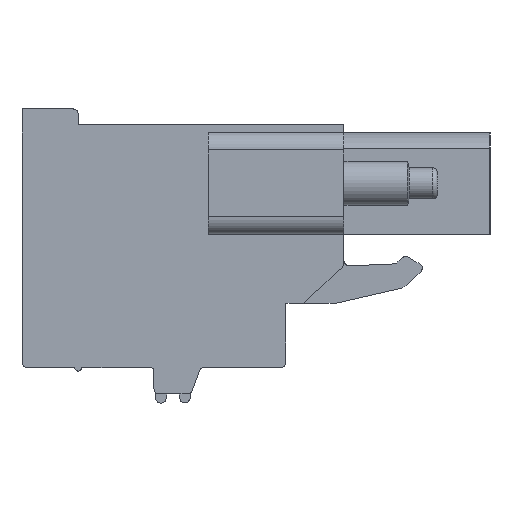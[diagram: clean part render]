
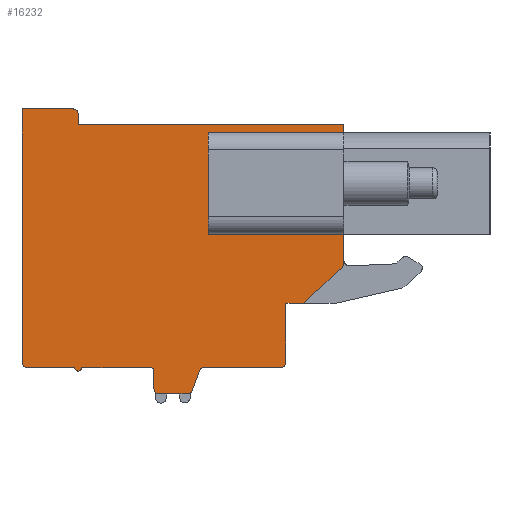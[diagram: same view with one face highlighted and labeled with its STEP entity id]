
A CAD part, left-side view. The second image highlights one B-rep face of the part: STEP entity #16232.
In plain terms, the highlighted planar face has unit normal (-1, 0, 0).
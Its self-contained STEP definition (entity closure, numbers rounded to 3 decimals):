
#2842=DIRECTION('',(0.,1.,0.));
#2843=VECTOR('',#2842,6.1);
#2844=CARTESIAN_POINT('',(-71.74,-4.06,0.73));
#2845=LINE('',#2844,#2843);
#2846=DIRECTION('',(0.,1.,0.));
#2847=VECTOR('',#2846,6.1);
#2848=CARTESIAN_POINT('',(-71.74,-4.06,6.53));
#2849=LINE('',#2848,#2847);
#2850=DIRECTION('',(0.,0.,-1.));
#2851=VECTOR('',#2850,7.87);
#2852=CARTESIAN_POINT('',(-71.74,-5.66,6.96));
#2853=LINE('',#2852,#2851);
#2854=CARTESIAN_POINT('',(-71.74,-5.36,-0.91));
#2855=DIRECTION('',(1.,0.,0.));
#2856=DIRECTION('',(0.,-1.,0.));
#2857=AXIS2_PLACEMENT_3D('',#2854,#2855,#2856);
#2859=DIRECTION('',(0.,0.731,-0.683));
#2860=VECTOR('',#2859,3.018);
#2861=CARTESIAN_POINT('',(-71.74,-5.565,-1.129));
#2862=LINE('',#2861,#2860);
#2863=DIRECTION('',(0.,1.,0.));
#2864=VECTOR('',#2863,1.);
#2865=CARTESIAN_POINT('',(-71.74,-3.36,-3.19));
#2866=LINE('',#2865,#2864);
#2867=DIRECTION('',(0.,0.,-1.));
#2868=VECTOR('',#2867,3.35);
#2869=CARTESIAN_POINT('',(-71.74,-2.36,-3.19));
#2870=LINE('',#2869,#2868);
#2871=CARTESIAN_POINT('',(-71.74,-2.06,-6.54));
#2872=DIRECTION('',(1.,0.,0.));
#2873=DIRECTION('',(0.,-1.,0.));
#2874=AXIS2_PLACEMENT_3D('',#2871,#2872,#2873);
#2876=DIRECTION('',(0.,1.,0.));
#2877=VECTOR('',#2876,4.34);
#2878=CARTESIAN_POINT('',(-71.74,-2.06,-6.84));
#2879=LINE('',#2878,#2877);
#2880=CARTESIAN_POINT('',(-71.74,2.28,-7.14));
#2881=DIRECTION('',(-1.,0.,0.));
#2882=DIRECTION('',(0.,0.,1.));
#2883=AXIS2_PLACEMENT_3D('',#2880,#2881,#2882);
#2885=DIRECTION('',(0.,0.345,-0.939));
#2886=VECTOR('',#2885,1.179);
#2887=CARTESIAN_POINT('',(-71.74,2.562,-7.037));
#2888=LINE('',#2887,#2886);
#2889=CARTESIAN_POINT('',(-71.74,3.25,-8.04));
#2890=DIRECTION('',(1.,0.,0.));
#2891=DIRECTION('',(0.,-0.939,-0.345));
#2892=AXIS2_PLACEMENT_3D('',#2889,#2890,#2891);
#2894=DIRECTION('',(0.,1.,0.));
#2895=VECTOR('',#2894,1.59);
#2896=CARTESIAN_POINT('',(-71.74,3.25,-8.34));
#2897=LINE('',#2896,#2895);
#2898=CARTESIAN_POINT('',(-71.74,4.84,-8.04));
#2899=DIRECTION('',(1.,0.,0.));
#2900=DIRECTION('',(0.,0.,-1.));
#2901=AXIS2_PLACEMENT_3D('',#2898,#2899,#2900);
#2903=DIRECTION('',(0.,0.,1.));
#2904=VECTOR('',#2903,1.);
#2905=CARTESIAN_POINT('',(-71.74,5.14,-8.04));
#2906=LINE('',#2905,#2904);
#2907=CARTESIAN_POINT('',(-71.74,5.34,-7.04));
#2908=DIRECTION('',(-1.,0.,0.));
#2909=DIRECTION('',(0.,-1.,0.));
#2910=AXIS2_PLACEMENT_3D('',#2907,#2908,#2909);
#2912=DIRECTION('',(0.,1.,0.));
#2913=VECTOR('',#2912,3.9);
#2914=CARTESIAN_POINT('',(-71.74,5.34,-6.84));
#2915=LINE('',#2914,#2913);
#2916=CARTESIAN_POINT('',(-71.74,9.44,-6.84));
#2917=DIRECTION('',(1.,0.,0.));
#2918=DIRECTION('',(0.,-1.,0.));
#2919=AXIS2_PLACEMENT_3D('',#2916,#2917,#2918);
#2921=DIRECTION('',(0.,1.,0.));
#2922=VECTOR('',#2921,2.7);
#2923=CARTESIAN_POINT('',(-71.74,9.64,-6.84));
#2924=LINE('',#2923,#2922);
#2925=CARTESIAN_POINT('',(-71.74,12.34,-6.54));
#2926=DIRECTION('',(1.,0.,0.));
#2927=DIRECTION('',(0.,0.,-1.));
#2928=AXIS2_PLACEMENT_3D('',#2925,#2926,#2927);
#2930=DIRECTION('',(0.,0.,1.));
#2931=VECTOR('',#2930,14.4);
#2932=CARTESIAN_POINT('',(-71.74,12.64,-6.54));
#2933=LINE('',#2932,#2931);
#2934=DIRECTION('',(0.,-1.,0.));
#2935=VECTOR('',#2934,2.9);
#2936=CARTESIAN_POINT('',(-71.74,12.64,7.86));
#2937=LINE('',#2936,#2935);
#2938=CARTESIAN_POINT('',(-71.74,9.74,7.56));
#2939=DIRECTION('',(1.,0.,0.));
#2940=DIRECTION('',(0.,0.,1.));
#2941=AXIS2_PLACEMENT_3D('',#2938,#2939,#2940);
#2943=DIRECTION('',(0.,0.,-1.));
#2944=VECTOR('',#2943,0.6);
#2945=CARTESIAN_POINT('',(-71.74,9.44,7.56));
#2946=LINE('',#2945,#2944);
#2947=DIRECTION('',(0.,-1.,0.));
#2948=VECTOR('',#2947,15.1);
#2949=CARTESIAN_POINT('',(-71.74,9.44,6.96));
#2950=LINE('',#2949,#2948);
#3002=DIRECTION('',(0.,0.,1.));
#3003=VECTOR('',#3002,5.8);
#3004=CARTESIAN_POINT('',(-71.74,2.04,0.73));
#3005=LINE('',#3004,#3003);
#3107=DIRECTION('',(0.,0.,1.));
#3108=VECTOR('',#3107,5.8);
#3109=CARTESIAN_POINT('',(-71.74,-4.06,0.73));
#3110=LINE('',#3109,#3108);
#9337=CARTESIAN_POINT('',(-71.74,9.44,6.96));
#9338=CARTESIAN_POINT('',(-71.74,-5.66,6.96));
#9339=VERTEX_POINT('',#9337);
#9340=VERTEX_POINT('',#9338);
#9341=CARTESIAN_POINT('',(-71.74,-5.66,-0.91));
#9342=CARTESIAN_POINT('',(-71.74,-5.565,-1.129));
#9343=VERTEX_POINT('',#9341);
#9344=VERTEX_POINT('',#9342);
#9345=CARTESIAN_POINT('',(-71.74,-3.36,-3.19));
#9346=VERTEX_POINT('',#9345);
#9347=CARTESIAN_POINT('',(-71.74,-2.36,-3.19));
#9348=VERTEX_POINT('',#9347);
#9349=CARTESIAN_POINT('',(-71.74,-2.36,-6.54));
#9350=VERTEX_POINT('',#9349);
#9351=CARTESIAN_POINT('',(-71.74,-2.06,-6.84));
#9352=VERTEX_POINT('',#9351);
#9353=CARTESIAN_POINT('',(-71.74,2.28,-6.84));
#9354=VERTEX_POINT('',#9353);
#9355=CARTESIAN_POINT('',(-71.74,2.562,-7.037));
#9356=VERTEX_POINT('',#9355);
#9357=CARTESIAN_POINT('',(-71.74,2.968,-8.143));
#9358=VERTEX_POINT('',#9357);
#9359=CARTESIAN_POINT('',(-71.74,3.25,-8.34));
#9360=VERTEX_POINT('',#9359);
#9361=CARTESIAN_POINT('',(-71.74,4.84,-8.34));
#9362=VERTEX_POINT('',#9361);
#9363=CARTESIAN_POINT('',(-71.74,5.14,-8.04));
#9364=VERTEX_POINT('',#9363);
#9365=CARTESIAN_POINT('',(-71.74,5.14,-7.04));
#9366=VERTEX_POINT('',#9365);
#9367=CARTESIAN_POINT('',(-71.74,5.34,-6.84));
#9368=VERTEX_POINT('',#9367);
#9369=CARTESIAN_POINT('',(-71.74,9.24,-6.84));
#9370=VERTEX_POINT('',#9369);
#9371=CARTESIAN_POINT('',(-71.74,9.64,-6.84));
#9372=VERTEX_POINT('',#9371);
#9373=CARTESIAN_POINT('',(-71.74,12.34,-6.84));
#9374=VERTEX_POINT('',#9373);
#9375=CARTESIAN_POINT('',(-71.74,12.64,-6.54));
#9376=VERTEX_POINT('',#9375);
#9377=CARTESIAN_POINT('',(-71.74,12.64,7.86));
#9378=VERTEX_POINT('',#9377);
#9379=CARTESIAN_POINT('',(-71.74,9.74,7.86));
#9380=VERTEX_POINT('',#9379);
#9381=CARTESIAN_POINT('',(-71.74,9.44,7.56));
#9382=VERTEX_POINT('',#9381);
#12051=CARTESIAN_POINT('',(-71.74,2.04,0.73));
#12052=CARTESIAN_POINT('',(-71.74,2.04,6.53));
#12053=VERTEX_POINT('',#12051);
#12054=VERTEX_POINT('',#12052);
#12087=CARTESIAN_POINT('',(-71.74,-4.06,0.73));
#12088=CARTESIAN_POINT('',(-71.74,-4.06,6.53));
#12089=VERTEX_POINT('',#12087);
#12090=VERTEX_POINT('',#12088);
#16170=CARTESIAN_POINT('',(-71.74,0.,0.));
#16171=DIRECTION('',(1.,0.,0.));
#16172=DIRECTION('',(0.,-1.,0.));
#16173=AXIS2_PLACEMENT_3D('',#16170,#16171,#16172);
#16174=PLANE('',#16173);
#16175=ORIENTED_EDGE('',*,*,#12339,.T.);
#16177=ORIENTED_EDGE('',*,*,#16176,.T.);
#16179=ORIENTED_EDGE('',*,*,#16178,.T.);
#16181=ORIENTED_EDGE('',*,*,#16180,.T.);
#16183=ORIENTED_EDGE('',*,*,#16182,.T.);
#16185=ORIENTED_EDGE('',*,*,#16184,.T.);
#16187=ORIENTED_EDGE('',*,*,#16186,.T.);
#16189=ORIENTED_EDGE('',*,*,#16188,.T.);
#16191=ORIENTED_EDGE('',*,*,#16190,.T.);
#16193=ORIENTED_EDGE('',*,*,#16192,.T.);
#16195=ORIENTED_EDGE('',*,*,#16194,.T.);
#16197=ORIENTED_EDGE('',*,*,#16196,.T.);
#16199=ORIENTED_EDGE('',*,*,#16198,.T.);
#16201=ORIENTED_EDGE('',*,*,#16200,.T.);
#16203=ORIENTED_EDGE('',*,*,#16202,.T.);
#16205=ORIENTED_EDGE('',*,*,#16204,.T.);
#16207=ORIENTED_EDGE('',*,*,#16206,.T.);
#16209=ORIENTED_EDGE('',*,*,#16208,.T.);
#16211=ORIENTED_EDGE('',*,*,#16210,.T.);
#16213=ORIENTED_EDGE('',*,*,#16212,.T.);
#16215=ORIENTED_EDGE('',*,*,#16214,.T.);
#16217=ORIENTED_EDGE('',*,*,#16216,.T.);
#16219=ORIENTED_EDGE('',*,*,#16218,.T.);
#16220=EDGE_LOOP('',(#16175,#16177,#16179,#16181,#16183,#16185,#16187,#16189,
#16191,#16193,#16195,#16197,#16199,#16201,#16203,#16205,#16207,#16209,#16211,
#16213,#16215,#16217,#16219));
#16221=FACE_OUTER_BOUND('',#16220,.F.);
#16223=ORIENTED_EDGE('',*,*,#16222,.F.);
#16225=ORIENTED_EDGE('',*,*,#16224,.T.);
#16227=ORIENTED_EDGE('',*,*,#16226,.T.);
#16229=ORIENTED_EDGE('',*,*,#16228,.F.);
#16230=EDGE_LOOP('',(#16223,#16225,#16227,#16229));
#16231=FACE_BOUND('',#16230,.F.);
#16232=ADVANCED_FACE('',(#16221,#16231),#16174,.F.);
#2858=CIRCLE('',#2857,0.3);
#2875=CIRCLE('',#2874,0.3);
#2884=CIRCLE('',#2883,0.3);
#2893=CIRCLE('',#2892,0.3);
#2902=CIRCLE('',#2901,0.3);
#2911=CIRCLE('',#2910,0.2);
#2920=CIRCLE('',#2919,0.2);
#2929=CIRCLE('',#2928,0.3);
#2942=CIRCLE('',#2941,0.3);
#12339=EDGE_CURVE('',#9340,#9343,#2853,.T.);
#16176=EDGE_CURVE('',#9343,#9344,#2858,.T.);
#16178=EDGE_CURVE('',#9344,#9346,#2862,.T.);
#16180=EDGE_CURVE('',#9346,#9348,#2866,.T.);
#16182=EDGE_CURVE('',#9348,#9350,#2870,.T.);
#16184=EDGE_CURVE('',#9350,#9352,#2875,.T.);
#16186=EDGE_CURVE('',#9352,#9354,#2879,.T.);
#16188=EDGE_CURVE('',#9354,#9356,#2884,.T.);
#16190=EDGE_CURVE('',#9356,#9358,#2888,.T.);
#16192=EDGE_CURVE('',#9358,#9360,#2893,.T.);
#16194=EDGE_CURVE('',#9360,#9362,#2897,.T.);
#16196=EDGE_CURVE('',#9362,#9364,#2902,.T.);
#16198=EDGE_CURVE('',#9364,#9366,#2906,.T.);
#16200=EDGE_CURVE('',#9366,#9368,#2911,.T.);
#16202=EDGE_CURVE('',#9368,#9370,#2915,.T.);
#16204=EDGE_CURVE('',#9370,#9372,#2920,.T.);
#16206=EDGE_CURVE('',#9372,#9374,#2924,.T.);
#16208=EDGE_CURVE('',#9374,#9376,#2929,.T.);
#16210=EDGE_CURVE('',#9376,#9378,#2933,.T.);
#16212=EDGE_CURVE('',#9378,#9380,#2937,.T.);
#16214=EDGE_CURVE('',#9380,#9382,#2942,.T.);
#16216=EDGE_CURVE('',#9382,#9339,#2946,.T.);
#16218=EDGE_CURVE('',#9339,#9340,#2950,.T.);
#16222=EDGE_CURVE('',#12089,#12053,#2845,.T.);
#16224=EDGE_CURVE('',#12089,#12090,#3110,.T.);
#16226=EDGE_CURVE('',#12090,#12054,#2849,.T.);
#16228=EDGE_CURVE('',#12053,#12054,#3005,.T.);
